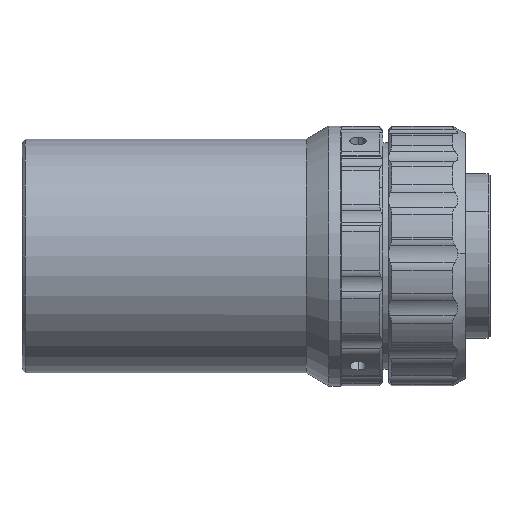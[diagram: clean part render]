
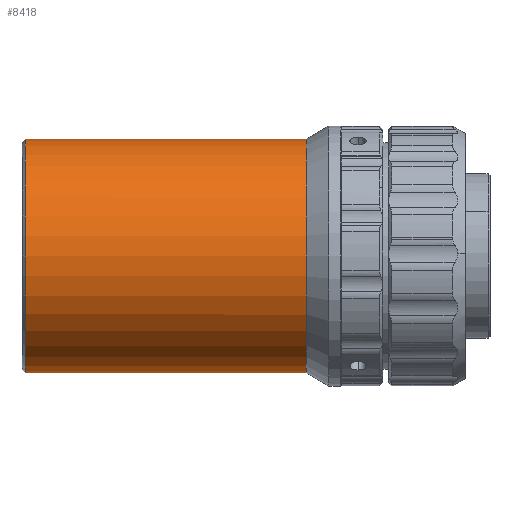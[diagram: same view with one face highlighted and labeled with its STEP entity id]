
A CAD part, front view. The second image highlights one B-rep face of the part: STEP entity #8418.
In plain terms, the highlighted cylindrical face has radius 18 mm (diameter 36 mm), a partial arc.
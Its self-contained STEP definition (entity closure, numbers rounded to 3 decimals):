
#27 = AXIS2_PLACEMENT_3D ( 'NONE', #397, #4532, #7139 ) ;
#280 = ORIENTED_EDGE ( 'NONE', *, *, #910, .T. ) ;
#320 = EDGE_LOOP ( 'NONE', ( #5295, #8611, #280, #4294 ) ) ;
#397 = CARTESIAN_POINT ( 'NONE',  ( 43.736, 0., 0. ) ) ;
#910 = EDGE_CURVE ( 'NONE', #4840, #2805, #2755, .T. ) ;
#1013 = CARTESIAN_POINT ( 'NONE',  ( 0.5, 0., -18. ) ) ;
#1695 = CARTESIAN_POINT ( 'NONE',  ( 43.736, 0., 18. ) ) ;
#1834 = DIRECTION ( 'NONE',  ( -1., 0., 0. ) ) ;
#1888 = CARTESIAN_POINT ( 'NONE',  ( 0., 0., 18. ) ) ;
#2027 = EDGE_CURVE ( 'NONE', #2805, #7318, #7102, .T. ) ;
#2755 = LINE ( 'NONE', #1888, #6359 ) ;
#2805 = VERTEX_POINT ( 'NONE', #3637 ) ;
#3055 = DIRECTION ( 'NONE',  ( 1., 0., 0. ) ) ;
#3357 = CIRCLE ( 'NONE', #27, 18. ) ;
#3430 = EDGE_CURVE ( 'NONE', #7953, #7318, #7498, .T. ) ;
#3491 = CARTESIAN_POINT ( 'NONE',  ( 43.736, 0., -18. ) ) ;
#3637 = CARTESIAN_POINT ( 'NONE',  ( 0.5, 0., 18. ) ) ;
#3765 = DIRECTION ( 'NONE',  ( 0., 0., 1. ) ) ;
#4294 = ORIENTED_EDGE ( 'NONE', *, *, #2027, .T. ) ;
#4532 = DIRECTION ( 'NONE',  ( -1., 0., 0. ) ) ;
#4840 = VERTEX_POINT ( 'NONE', #1695 ) ;
#4949 = EDGE_CURVE ( 'NONE', #7953, #4840, #3357, .T. ) ;
#5295 = ORIENTED_EDGE ( 'NONE', *, *, #3430, .F. ) ;
#5369 = DIRECTION ( 'NONE',  ( -1., 0., 0. ) ) ;
#5500 = AXIS2_PLACEMENT_3D ( 'NONE', #6417, #3055, #7767 ) ;
#5727 = VECTOR ( 'NONE', #5369, 1000. ) ;
#6359 = VECTOR ( 'NONE', #1834, 1000. ) ;
#6417 = CARTESIAN_POINT ( 'NONE',  ( 0.5, 0., 0. ) ) ;
#6441 = DIRECTION ( 'NONE',  ( -1., 0., 0. ) ) ;
#6700 = FACE_OUTER_BOUND ( 'NONE', #320, .T. ) ;
#7102 = CIRCLE ( 'NONE', #5500, 18. ) ;
#7105 = CARTESIAN_POINT ( 'NONE',  ( 0., 0., 0. ) ) ;
#7139 = DIRECTION ( 'NONE',  ( 0., 0., 1. ) ) ;
#7318 = VERTEX_POINT ( 'NONE', #1013 ) ;
#7498 = LINE ( 'NONE', #8523, #5727 ) ;
#7767 = DIRECTION ( 'NONE',  ( 0., 0., -1. ) ) ;
#7860 = CYLINDRICAL_SURFACE ( 'NONE', #8315, 18. ) ;
#7953 = VERTEX_POINT ( 'NONE', #3491 ) ;
#8315 = AXIS2_PLACEMENT_3D ( 'NONE', #7105, #6441, #3765 ) ;
#8418 = ADVANCED_FACE ( 'NONE', ( #6700 ), #7860, .T. ) ;
#8523 = CARTESIAN_POINT ( 'NONE',  ( 0., 0., -18. ) ) ;
#8611 = ORIENTED_EDGE ( 'NONE', *, *, #4949, .T. ) ;
